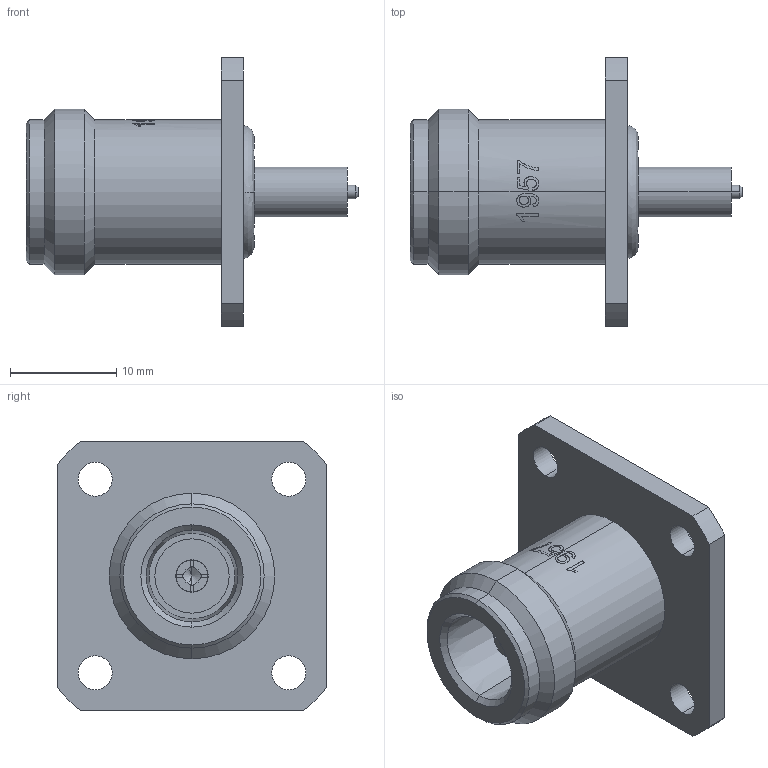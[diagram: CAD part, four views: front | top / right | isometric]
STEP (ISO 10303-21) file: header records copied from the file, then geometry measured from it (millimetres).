
FILE_DESCRIPTION (( 'STEP AP214' ), '1' );
FILE_NAME ('PE1957_3D.STEP', '2022-12-13T20:19:04', ( '' ), ( '' ), 'SwSTEP 2.0', 'SolidWorks 2022', '' );
FILE_SCHEMA (( 'AUTOMOTIVE_DESIGN' ));
Length unit declared in the file: inch
Products named in the file (3): PE1957_3D; N864B2-0000; N864L-5
Assembly tree (2 placements, depth 2):
  PE1957_3D
    N864B2-0000
    N864L-5
Bounding box: 31.3 x 25.4 x 25.4 mm (x, y, z)
Volume: 3728.8 mm3; surface area: 3184.4 mm2
Topology: 2 solids, 2 shells, 139 faces, 345 edges, 219 vertices
Faces by surface type: plane 46, cylinder 37, bspline 36, cone 20
Entity records: 7403 total; most frequent: CARTESIAN_POINT 4230, ORIENTED_EDGE 686, DIRECTION 549, EDGE_CURVE 343, AXIS2_PLACEMENT_3D 222, VERTEX_POINT 219, EDGE_LOOP 160, FACE_OUTER_BOUND 139
